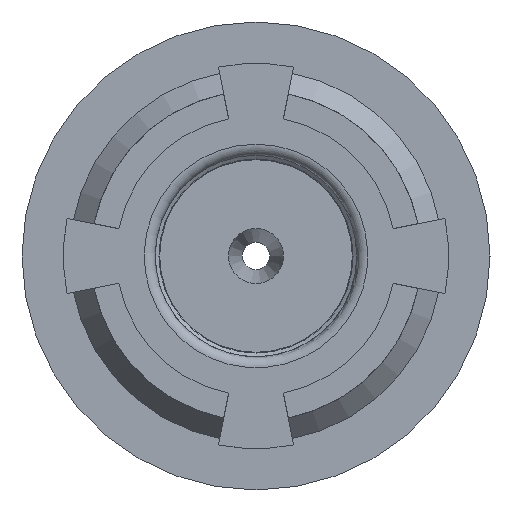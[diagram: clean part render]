
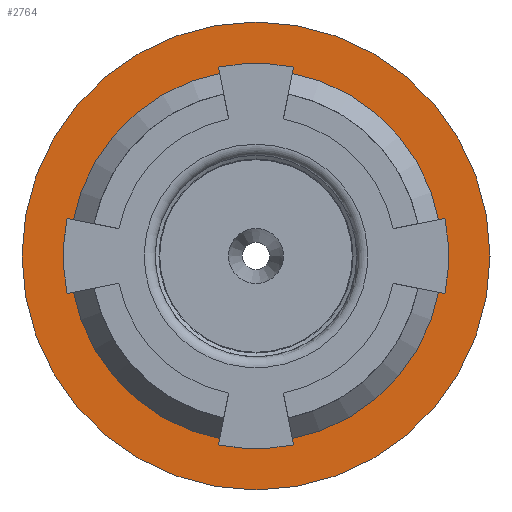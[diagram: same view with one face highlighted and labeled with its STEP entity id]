
A CAD part, left-side view. The second image highlights one B-rep face of the part: STEP entity #2764.
In plain terms, the highlighted planar face has unit normal (-1, 0, 0).
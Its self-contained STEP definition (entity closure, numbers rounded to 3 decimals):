
#208=FACE_BOUND('',#580,.T.);
#245=PLANE('',#3055);
#429=FACE_OUTER_BOUND('',#579,.T.);
#579=EDGE_LOOP('',(#2588,#2589));
#580=EDGE_LOOP('',(#2590));
#935=CIRCLE('',#2939,0.339);
#1000=CIRCLE('',#3056,0.425);
#1001=CIRCLE('',#3057,0.425);
#1227=VERTEX_POINT('',#5047);
#1284=VERTEX_POINT('',#7220);
#1285=VERTEX_POINT('',#7221);
#1576=EDGE_CURVE('',#1227,#1227,#935,.T.);
#1720=EDGE_CURVE('',#1284,#1285,#1000,.T.);
#1721=EDGE_CURVE('',#1285,#1284,#1001,.T.);
#2588=ORIENTED_EDGE('',*,*,#1720,.F.);
#2589=ORIENTED_EDGE('',*,*,#1721,.F.);
#2590=ORIENTED_EDGE('',*,*,#1576,.T.);
#2764=ADVANCED_FACE('',(#429,#208),#245,.T.);
#2939=AXIS2_PLACEMENT_3D('',#5048,#3477,#3478);
#3055=AXIS2_PLACEMENT_3D('',#7219,#3725,#3726);
#3056=AXIS2_PLACEMENT_3D('',#7222,#3727,#3728);
#3057=AXIS2_PLACEMENT_3D('',#7223,#3729,#3730);
#3477=DIRECTION('center_axis',(1.,0.,0.));
#3478=DIRECTION('ref_axis',(0.,0.,
1.));
#3725=DIRECTION('center_axis',(-1.,0.,0.));
#3726=DIRECTION('ref_axis',(0.,0.,1.));
#3727=DIRECTION('center_axis',(1.,0.,0.));
#3728=DIRECTION('ref_axis',(0.,1.,0.));
#3729=DIRECTION('center_axis',(1.,0.,0.));
#3730=DIRECTION('ref_axis',(0.,1.,0.));
#5047=CARTESIAN_POINT('',(1.975,0.,-0.339));
#5048=CARTESIAN_POINT('Origin',(1.975,0.,0.));
#7219=CARTESIAN_POINT('Origin',(1.975,0.,0.425));
#7220=CARTESIAN_POINT('',(1.975,0.,0.425));
#7221=CARTESIAN_POINT('',(1.975,0.,-0.425));
#7222=CARTESIAN_POINT('Origin',(1.975,0.,0.));
#7223=CARTESIAN_POINT('Origin',(1.975,0.,0.));
